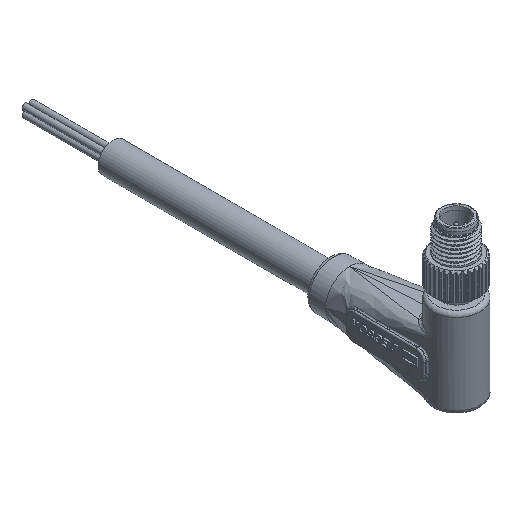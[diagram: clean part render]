
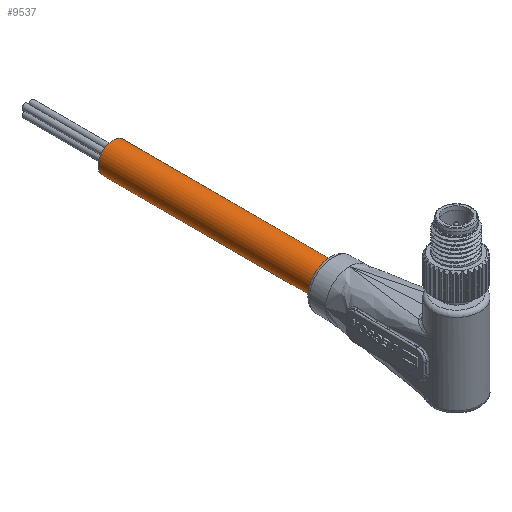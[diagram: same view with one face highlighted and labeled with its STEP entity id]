
A CAD part, isometric view. The second image highlights one B-rep face of the part: STEP entity #9537.
In plain terms, the highlighted cylindrical face has radius 2 mm (diameter 4 mm), a full revolution.
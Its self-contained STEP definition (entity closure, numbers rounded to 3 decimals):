
#4588=CYLINDRICAL_SURFACE('',#21246,2.);
#9537=ADVANCED_FACE('',(#11006,#11007),#4588,.T.);
#11006=FACE_BOUND('',#11221,.T.);
#11007=FACE_BOUND('',#11222,.T.);
#11221=EDGE_LOOP('',(#13136));
#11222=EDGE_LOOP('',(#13137));
#13136=ORIENTED_EDGE('',*,*,#19284,.F.);
#13137=ORIENTED_EDGE('',*,*,#18811,.F.);
#17091=VERTEX_POINT('',#26776);
#17564=VERTEX_POINT('',#27737);
#18811=EDGE_CURVE('',#17091,#17091,#20920,.T.);
#19284=EDGE_CURVE('',#17564,#17564,#20921,.T.);
#20920=CIRCLE('',#21229,2.);
#20921=CIRCLE('',#21245,2.);
#21229=AXIS2_PLACEMENT_3D('',#26775,#22701,#22702);
#21245=AXIS2_PLACEMENT_3D('',#27736,#23205,#23206);
#21246=AXIS2_PLACEMENT_3D('',#27738,#23207,#23208);
#22701=DIRECTION('',(0.,1.,0.));
#22702=DIRECTION('',(0.,0.,1.));
#23205=DIRECTION('',(0.,-1.,0.));
#23206=DIRECTION('',(0.,0.,1.));
#23207=DIRECTION('',(0.,-1.,0.));
#23208=DIRECTION('',(0.,0.,-1.));
#26775=CARTESIAN_POINT('',(0.,46.75,-16.5));
#26776=CARTESIAN_POINT('',(0.,46.75,-14.5));
#27736=CARTESIAN_POINT('',(0.,17.25,-16.5));
#27737=CARTESIAN_POINT('',(0.,17.25,-14.5));
#27738=CARTESIAN_POINT('',(0.,64.25,-16.5));
